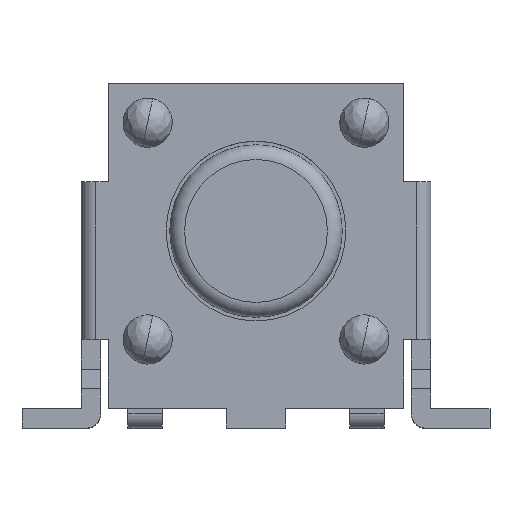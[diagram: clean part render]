
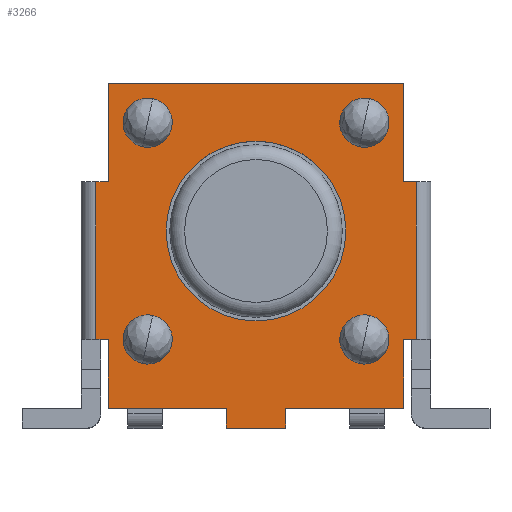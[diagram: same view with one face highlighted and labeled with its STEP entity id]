
A CAD part, top view. The second image highlights one B-rep face of the part: STEP entity #3266.
In plain terms, the highlighted planar face has unit normal (0, 0, 1).
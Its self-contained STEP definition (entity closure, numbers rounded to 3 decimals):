
#112=PLANE('',#3528);
#187=CIRCLE('',#3399,0.5);
#192=CIRCLE('',#3404,0.5);
#205=CIRCLE('',#3436,0.5);
#213=CIRCLE('',#3468,0.5);
#215=CIRCLE('',#3472,0.5);
#218=CIRCLE('',#3475,0.5);
#227=CIRCLE('',#3491,1.825);
#241=CIRCLE('',#3529,0.5);
#242=CIRCLE('',#3530,0.5);
#764=ORIENTED_EDGE('',*,*,#1486,.T.);
#765=ORIENTED_EDGE('',*,*,#1283,.T.);
#766=ORIENTED_EDGE('',*,*,#1456,.T.);
#767=ORIENTED_EDGE('',*,*,#1546,.T.);
#768=ORIENTED_EDGE('',*,*,#1288,.T.);
#769=ORIENTED_EDGE('',*,*,#1547,.T.);
#770=ORIENTED_EDGE('',*,*,#1382,.T.);
#771=ORIENTED_EDGE('',*,*,#1462,.T.);
#772=ORIENTED_EDGE('',*,*,#1465,.T.);
#773=ORIENTED_EDGE('',*,*,#1237,.T.);
#774=ORIENTED_EDGE('',*,*,#1548,.T.);
#775=ORIENTED_EDGE('',*,*,#1372,.T.);
#776=ORIENTED_EDGE('',*,*,#1370,.T.);
#777=ORIENTED_EDGE('',*,*,#1405,.T.);
#778=ORIENTED_EDGE('',*,*,#1445,.T.);
#779=ORIENTED_EDGE('',*,*,#1375,.T.);
#780=ORIENTED_EDGE('',*,*,#1429,.T.);
#781=ORIENTED_EDGE('',*,*,#1321,.F.);
#782=ORIENTED_EDGE('',*,*,#1500,.F.);
#783=ORIENTED_EDGE('',*,*,#1471,.F.);
#784=ORIENTED_EDGE('',*,*,#1427,.T.);
#785=ORIENTED_EDGE('',*,*,#1358,.T.);
#786=ORIENTED_EDGE('',*,*,#1549,.T.);
#787=ORIENTED_EDGE('',*,*,#1550,.T.);
#788=ORIENTED_EDGE('',*,*,#1378,.F.);
#1237=EDGE_CURVE('',#1700,#1699,#2015,.T.);
#1283=EDGE_CURVE('',#1744,#1745,#187,.T.);
#1288=EDGE_CURVE('',#1748,#1749,#192,.T.);
#1321=EDGE_CURVE('',#1779,#1780,#2077,.T.);
#1358=EDGE_CURVE('',#1813,#1811,#2110,.T.);
#1370=EDGE_CURVE('',#1821,#1820,#2121,.T.);
#1372=EDGE_CURVE('',#1822,#1821,#2123,.T.);
#1375=EDGE_CURVE('',#1824,#1823,#2126,.T.);
#1378=EDGE_CURVE('',#1700,#1826,#2129,.T.);
#1382=EDGE_CURVE('',#1828,#1829,#205,.T.);
#1405=EDGE_CURVE('',#1820,#1847,#2151,.T.);
#1427=EDGE_CURVE('',#1862,#1813,#2167,.T.);
#1429=EDGE_CURVE('',#1823,#1780,#2169,.T.);
#1445=EDGE_CURVE('',#1847,#1824,#2185,.T.);
#1456=EDGE_CURVE('',#1745,#1744,#213,.T.);
#1462=EDGE_CURVE('',#1879,#1880,#215,.T.);
#1465=EDGE_CURVE('',#1880,#1879,#218,.T.);
#1471=EDGE_CURVE('',#1862,#1885,#2205,.T.);
#1486=EDGE_CURVE('',#1894,#1894,#227,.T.);
#1500=EDGE_CURVE('',#1885,#1779,#2220,.T.);
#1546=EDGE_CURVE('',#1749,#1748,#241,.T.);
#1547=EDGE_CURVE('',#1829,#1828,#242,.T.);
#1548=EDGE_CURVE('',#1699,#1822,#2257,.T.);
#1549=EDGE_CURVE('',#1811,#1925,#2258,.T.);
#1550=EDGE_CURVE('',#1925,#1826,#2259,.T.);
#1699=VERTEX_POINT('',#4653);
#1700=VERTEX_POINT('',#4655);
#1744=VERTEX_POINT('',#4785);
#1745=VERTEX_POINT('',#4786);
#1748=VERTEX_POINT('',#4820);
#1749=VERTEX_POINT('',#4822);
#1779=VERTEX_POINT('',#4894);
#1780=VERTEX_POINT('',#4895);
#1811=VERTEX_POINT('',#4967);
#1813=VERTEX_POINT('',#4970);
#1820=VERTEX_POINT('',#4991);
#1821=VERTEX_POINT('',#4993);
#1822=VERTEX_POINT('',#4997);
#1823=VERTEX_POINT('',#5001);
#1824=VERTEX_POINT('',#5003);
#1826=VERTEX_POINT('',#5009);
#1828=VERTEX_POINT('',#5041);
#1829=VERTEX_POINT('',#5043);
#1847=VERTEX_POINT('',#5092);
#1862=VERTEX_POINT('',#5138);
#1879=VERTEX_POINT('',#5256);
#1880=VERTEX_POINT('',#5257);
#1885=VERTEX_POINT('',#5301);
#1894=VERTEX_POINT('',#5335);
#1925=VERTEX_POINT('',#5453);
#2015=LINE('',#4654,#2367);
#2077=LINE('',#4893,#2429);
#2110=LINE('',#4969,#2462);
#2121=LINE('',#4992,#2473);
#2123=LINE('',#4996,#2475);
#2126=LINE('',#5002,#2478);
#2129=LINE('',#5008,#2481);
#2151=LINE('',#5093,#2503);
#2167=LINE('',#5137,#2519);
#2169=LINE('',#5140,#2521);
#2185=LINE('',#5170,#2537);
#2205=LINE('',#5300,#2557);
#2220=LINE('',#5362,#2572);
#2257=LINE('',#5451,#2609);
#2258=LINE('',#5452,#2610);
#2259=LINE('',#5454,#2611);
#2367=VECTOR('',#3706,1000.);
#2429=VECTOR('',#3840,1000.);
#2462=VECTOR('',#3891,1000.);
#2473=VECTOR('',#3910,1000.);
#2475=VECTOR('',#3914,1000.);
#2478=VECTOR('',#3919,1000.);
#2481=VECTOR('',#3924,1000.);
#2503=VECTOR('',#3972,1000.);
#2519=VECTOR('',#4016,1000.);
#2521=VECTOR('',#4018,1000.);
#2537=VECTOR('',#4042,1000.);
#2557=VECTOR('',#4090,1000.);
#2572=VECTOR('',#4153,1000.);
#2609=VECTOR('',#4248,1000.);
#2610=VECTOR('',#4249,1000.);
#2611=VECTOR('',#4250,1000.);
#2795=EDGE_LOOP('',(#764));
#2796=EDGE_LOOP('',(#765,#766));
#2797=EDGE_LOOP('',(#767,#768));
#2798=EDGE_LOOP('',(#769,#770));
#2799=EDGE_LOOP('',(#771,#772));
#2800=EDGE_LOOP('',(#773,#774,#775,#776,#777,#778,#779,#780,#781,#782,#783,
#784,#785,#786,#787,#788));
#3011=FACE_BOUND('',#2795,.T.);
#3012=FACE_BOUND('',#2796,.T.);
#3013=FACE_BOUND('',#2797,.T.);
#3014=FACE_BOUND('',#2798,.T.);
#3015=FACE_BOUND('',#2799,.T.);
#3016=FACE_BOUND('',#2800,.T.);
#3266=ADVANCED_FACE('',(#3011,#3012,#3013,#3014,#3015,#3016),#112,.T.);
#3399=AXIS2_PLACEMENT_3D('',#4784,#3776,#3777);
#3404=AXIS2_PLACEMENT_3D('',#4823,#3786,#3787);
#3436=AXIS2_PLACEMENT_3D('',#5044,#3931,#3932);
#3468=AXIS2_PLACEMENT_3D('',#5216,#4061,#4062);
#3472=AXIS2_PLACEMENT_3D('',#5255,#4073,#4074);
#3475=AXIS2_PLACEMENT_3D('',#5289,#4079,#4080);
#3491=AXIS2_PLACEMENT_3D('',#5334,#4122,#4123);
#3528=AXIS2_PLACEMENT_3D('',#5448,#4242,#4243);
#3529=AXIS2_PLACEMENT_3D('',#5449,#4244,#4245);
#3530=AXIS2_PLACEMENT_3D('',#5450,#4246,#4247);
#3706=DIRECTION('',(1.,0.,0.));
#3776=DIRECTION('',(0.,0.,-1.));
#3777=DIRECTION('',(-0.211,-0.978,0.));
#3786=DIRECTION('',(0.,0.,-1.));
#3787=DIRECTION('',(0.211,0.978,0.));
#3840=DIRECTION('',(-1.,0.,0.));
#3891=DIRECTION('',(-1.,0.,0.));
#3910=DIRECTION('',(0.,-1.,0.));
#3914=DIRECTION('',(1.,0.,0.));
#3919=DIRECTION('',(1.,0.,0.));
#3924=DIRECTION('',(0.,1.,0.));
#3931=DIRECTION('',(0.,0.,-1.));
#3932=DIRECTION('',(0.211,0.978,0.));
#3972=DIRECTION('',(1.,0.,0.));
#4016=DIRECTION('',(0.,1.,0.));
#4018=DIRECTION('',(0.,1.,0.));
#4042=DIRECTION('',(0.,1.,0.));
#4061=DIRECTION('',(0.,0.,-1.));
#4062=DIRECTION('',(0.211,0.978,0.));
#4073=DIRECTION('',(0.,0.,-1.));
#4074=DIRECTION('',(-0.211,-0.978,0.));
#4079=DIRECTION('',(0.,0.,-1.));
#4080=DIRECTION('',(0.211,0.978,0.));
#4090=DIRECTION('',(1.,0.,0.));
#4122=DIRECTION('',(0.,0.,-1.));
#4123=DIRECTION('',(-1.,0.,0.));
#4153=DIRECTION('',(0.,-1.,0.));
#4242=DIRECTION('',(0.,0.,1.));
#4243=DIRECTION('',(1.,0.,0.));
#4244=DIRECTION('',(0.,0.,-1.));
#4245=DIRECTION('',(-0.211,-0.978,0.));
#4246=DIRECTION('',(0.,0.,-1.));
#4247=DIRECTION('',(-0.211,-0.978,0.));
#4248=DIRECTION('',(0.,-1.,0.));
#4249=DIRECTION('',(0.,-1.,0.));
#4250=DIRECTION('',(-1.,0.,0.));
#4653=CARTESIAN_POINT('',(-3.,-2.2,3.7));
#4654=CARTESIAN_POINT('',(0.,-2.2,3.7));
#4655=CARTESIAN_POINT('',(-3.25,-2.2,3.7));
#4784=CARTESIAN_POINT('',(-2.2,2.2,3.7));
#4785=CARTESIAN_POINT('',(-2.305,1.711,3.7));
#4786=CARTESIAN_POINT('',(-2.095,2.689,3.7));
#4820=CARTESIAN_POINT('',(-2.095,-1.711,3.7));
#4822=CARTESIAN_POINT('',(-2.305,-2.689,3.7));
#4823=CARTESIAN_POINT('',(-2.2,-2.2,3.7));
#4893=CARTESIAN_POINT('',(3.25,-2.2,3.7));
#4894=CARTESIAN_POINT('',(3.25,-2.2,3.7));
#4895=CARTESIAN_POINT('',(3.,-2.2,3.7));
#4967=CARTESIAN_POINT('',(-3.,3.,3.7));
#4969=CARTESIAN_POINT('',(3.,3.,3.7));
#4970=CARTESIAN_POINT('',(3.,3.,3.7));
#4991=CARTESIAN_POINT('',(-0.6,-4.,3.7));
#4992=CARTESIAN_POINT('',(-0.6,-3.6,3.7));
#4993=CARTESIAN_POINT('',(-0.6,-3.6,3.7));
#4996=CARTESIAN_POINT('',(0.,-3.6,3.7));
#4997=CARTESIAN_POINT('',(-3.,-3.6,3.7));
#5001=CARTESIAN_POINT('',(3.,-3.6,3.7));
#5002=CARTESIAN_POINT('',(0.,-3.6,3.7));
#5003=CARTESIAN_POINT('',(0.6,-3.6,3.7));
#5008=CARTESIAN_POINT('',(-3.25,-2.2,3.7));
#5009=CARTESIAN_POINT('',(-3.25,1.,3.7));
#5041=CARTESIAN_POINT('',(2.305,2.689,3.7));
#5043=CARTESIAN_POINT('',(2.095,1.711,3.7));
#5044=CARTESIAN_POINT('',(2.2,2.2,3.7));
#5092=CARTESIAN_POINT('',(0.6,-4.,3.7));
#5093=CARTESIAN_POINT('',(0.,-4.,3.7));
#5137=CARTESIAN_POINT('',(3.,1.,3.7));
#5138=CARTESIAN_POINT('',(3.,1.,3.7));
#5140=CARTESIAN_POINT('',(3.,-3.6,3.7));
#5170=CARTESIAN_POINT('',(0.6,-4.,3.7));
#5216=CARTESIAN_POINT('',(-2.2,2.2,3.7));
#5255=CARTESIAN_POINT('',(2.2,-2.2,3.7));
#5256=CARTESIAN_POINT('',(2.095,-2.689,3.7));
#5257=CARTESIAN_POINT('',(2.305,-1.711,3.7));
#5289=CARTESIAN_POINT('',(2.2,-2.2,3.7));
#5300=CARTESIAN_POINT('',(-3.55,1.,3.7));
#5301=CARTESIAN_POINT('',(3.25,1.,3.7));
#5334=CARTESIAN_POINT('',(0.,0.,3.7));
#5335=CARTESIAN_POINT('',(-1.825,0.,3.7));
#5362=CARTESIAN_POINT('',(3.25,1.,3.7));
#5448=CARTESIAN_POINT('',(0.,-0.3,3.7));
#5449=CARTESIAN_POINT('',(-2.2,-2.2,3.7));
#5450=CARTESIAN_POINT('',(2.2,2.2,3.7));
#5451=CARTESIAN_POINT('',(-3.,-2.2,3.7));
#5452=CARTESIAN_POINT('',(-3.,3.,3.7));
#5453=CARTESIAN_POINT('',(-3.,1.,3.7));
#5454=CARTESIAN_POINT('',(-3.,1.,3.7));
